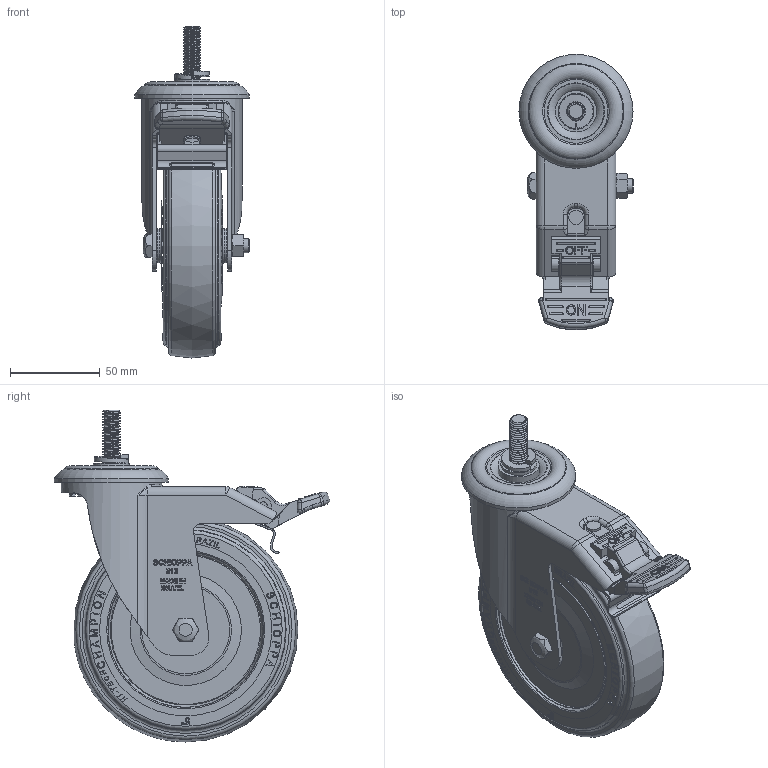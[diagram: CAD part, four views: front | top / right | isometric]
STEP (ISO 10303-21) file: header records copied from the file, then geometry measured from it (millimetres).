
FILE_DESCRIPTION(/* description */ (''),/* implementation_level */ '2;1');
FILE_NAME(/* name */ '31-SM10D5-1.step',/* time_stamp */ '2021-02-08T10:46:05-05:00',/* author */ (''),/* organization */ (''),/* preprocessor_version */ 'ST-DEVELOPER v18.1',/* originating_system */ 'Autodesk Translation Framework v9.7.1.1290',/* authorisation */ '');
FILE_SCHEMA (('AUTOMOTIVE_DESIGN { 1 0 10303 214 3 1 1 }'));
Products named in the file (12): 31-SM10D5-1; SC GERAL 512_GLES G; SC GLES 512 G; SC EIXO 312; R 512 BPE NPE NTE SPE TBE TPE UPE; Caster Hardware v2; M10SMW-0 v1; 98689A117; M10LKW-0 v1; 94241A560; M10x40BHCS-0 v1; 94500A336
Assembly tree (12 placements, depth 4):
  31-SM10D5-1
    SC GERAL 512_GLES G
      SC GLES 512 G
      SC EIXO 312
    SC EIXO 312
    R 512 BPE NPE NTE SPE TBE TPE UPE
    Caster Hardware v2
      M10SMW-0 v1
        98689A117
      M10LKW-0 v1
        94241A560
      M10x40BHCS-0 v1
        94500A336
Bounding box: 63.5 x 153.32 x 184.89 mm (x, y, z)
Volume: 381426.4 mm3; surface area: 179170.4 mm2
Topology: 67 solids, 67 shells, 3102 faces, 8144 edges, 5214 vertices
Faces by surface type: plane 1510, cylinder 636, bspline 528, torus 219, sphere 129, cone 80
Full cylindrical faces by diameter (mm): 5 x1, 5.5 x2, 7.9 x2, 8 x1, 8.051 x26, 8.1 x2, 8.2 x5, 9.5 x1, 10 x26, 10.2 x2, 10.5 x1, 13.2 x1, 17 x5, 18 x1, 19 x2, 20 x1, 22.4 x2, 23 x1, 25.098 x1, 26.902 x1, 29.6 x2, 32.5 x2, 35 x2, 45.2 x1, 49 x1, 51.5 x1, 56 x1, 63.494 x1, 84 x2
Entity records: 136557 total; most frequent: CARTESIAN_POINT 64809, ORIENTED_EDGE 15828, DIRECTION 13015, EDGE_CURVE 7914, VERTEX_POINT 5165, LINE 4525, VECTOR 4525, AXIS2_PLACEMENT_3D 4245
